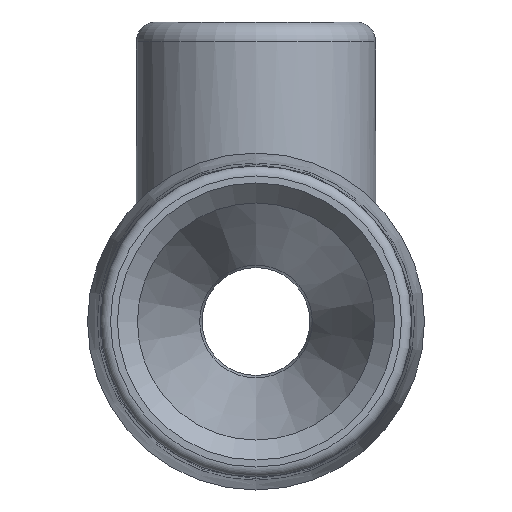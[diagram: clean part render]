
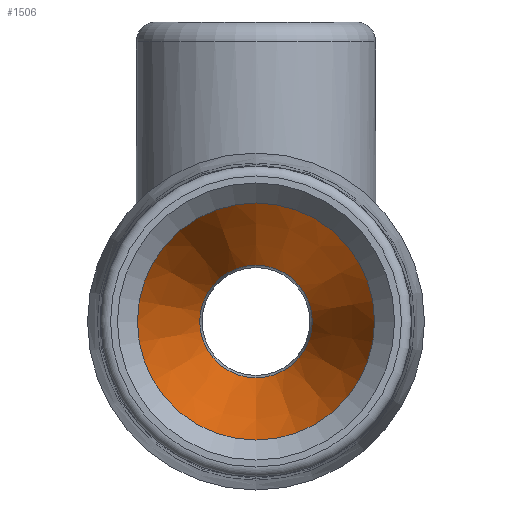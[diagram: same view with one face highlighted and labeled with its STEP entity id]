
A CAD part, front view. The second image highlights one B-rep face of the part: STEP entity #1506.
In plain terms, the highlighted conical face has half-angle 20 degrees and reference radius 4.379 mm.
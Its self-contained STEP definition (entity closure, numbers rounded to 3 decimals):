
#58=CONICAL_SURFACE('',#1660,4.379,0.349);
#73=CIRCLE('',#1580,5.937);
#74=CIRCLE('',#1581,5.937);
#113=CIRCLE('',#1657,2.821);
#114=CIRCLE('',#1658,2.821);
#202=FACE_OUTER_BOUND('',#303,.T.);
#303=EDGE_LOOP('',(#1347,#1348,#1349,#1350,#1351,#1352));
#469=LINE('',#5470,#534);
#534=VECTOR('',#2007,4.379);
#627=VERTEX_POINT('',#3283);
#628=VERTEX_POINT('',#3284);
#683=VERTEX_POINT('',#5464);
#684=VERTEX_POINT('',#5465);
#813=EDGE_CURVE('',#627,#628,#73,.T.);
#815=EDGE_CURVE('',#628,#627,#74,.T.);
#905=EDGE_CURVE('',#683,#684,#113,.T.);
#906=EDGE_CURVE('',#684,#683,#114,.T.);
#908=EDGE_CURVE('',#684,#628,#469,.T.);
#1347=ORIENTED_EDGE('',*,*,#905,.T.);
#1348=ORIENTED_EDGE('',*,*,#908,.T.);
#1349=ORIENTED_EDGE('',*,*,#813,.F.);
#1350=ORIENTED_EDGE('',*,*,#815,.F.);
#1351=ORIENTED_EDGE('',*,*,#908,.F.);
#1352=ORIENTED_EDGE('',*,*,#906,.T.);
#1506=ADVANCED_FACE('',(#202),#58,.F.);
#1580=AXIS2_PLACEMENT_3D('',#3285,#1825,#1826);
#1581=AXIS2_PLACEMENT_3D('',#3287,#1828,#1829);
#1657=AXIS2_PLACEMENT_3D('',#5466,#1999,#2000);
#1658=AXIS2_PLACEMENT_3D('',#5467,#2001,#2002);
#1660=AXIS2_PLACEMENT_3D('',#5469,#2005,#2006);
#1825=DIRECTION('center_axis',(0.,1.,0.));
#1826=DIRECTION('ref_axis',(1.,0.,0.));
#1828=DIRECTION('center_axis',(0.,1.,0.));
#1829=DIRECTION('ref_axis',(1.,0.,0.));
#1999=DIRECTION('center_axis',(0.,1.,0.));
#2000=DIRECTION('ref_axis',(1.,0.,0.));
#2001=DIRECTION('center_axis',(0.,1.,0.));
#2002=DIRECTION('ref_axis',(1.,0.,0.));
#2005=DIRECTION('center_axis',(0.,-1.,0.));
#2006=DIRECTION('ref_axis',(0.,0.,1.));
#2007=DIRECTION('',(0.,-0.94,-0.342));
#3283=CARTESIAN_POINT('',(0.,45.,5.938));
#3284=CARTESIAN_POINT('',(0.,45.,-5.937));
#3285=CARTESIAN_POINT('Origin',(0.,45.,0.));
#3287=CARTESIAN_POINT('Origin',(0.,45.,0.));
#5464=CARTESIAN_POINT('',(0.,53.564,2.821));
#5465=CARTESIAN_POINT('',(0.,53.564,-2.821));
#5466=CARTESIAN_POINT('Origin',(0.,53.564,0.));
#5467=CARTESIAN_POINT('Origin',(0.,53.564,0.));
#5469=CARTESIAN_POINT('Origin',(0.,49.282,0.));
#5470=CARTESIAN_POINT('',(0.,49.282,-4.379));
